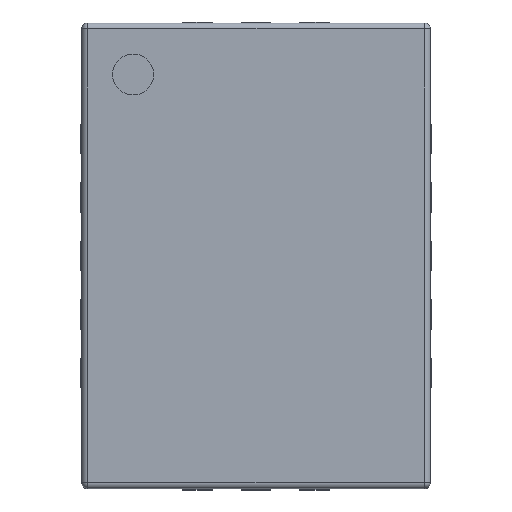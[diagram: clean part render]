
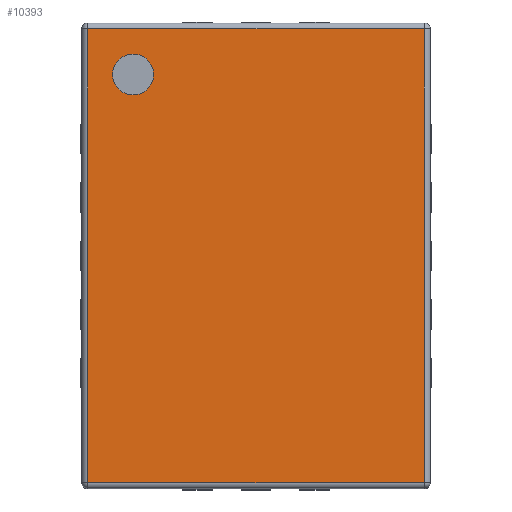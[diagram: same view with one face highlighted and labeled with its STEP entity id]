
A CAD part, top view. The second image highlights one B-rep face of the part: STEP entity #10393.
In plain terms, the highlighted planar face has unit normal (0, 0, 1).
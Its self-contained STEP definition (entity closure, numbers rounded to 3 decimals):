
#2643 = CYLINDRICAL_SURFACE('',#2644,0.05);
#2644 = AXIS2_PLACEMENT_3D('',#2645,#2646,#2647);
#2645 = CARTESIAN_POINT('',(-1.99,-1.44,0.83));
#2646 = DIRECTION('',(1.,0.,0.));
#2647 = DIRECTION('',(0.,-1.,0.));
#8792 = VERTEX_POINT('',#8793);
#8793 = CARTESIAN_POINT('',(-1.94,-1.44,0.88));
#8815 = EDGE_CURVE('',#8792,#8816,#8818,.T.);
#8816 = VERTEX_POINT('',#8817);
#8817 = CARTESIAN_POINT('',(1.94,-1.44,0.88));
#8818 = SURFACE_CURVE('',#8819,(#8823,#8830),.PCURVE_S1.);
#8819 = LINE('',#8820,#8821);
#8820 = CARTESIAN_POINT('',(-1.99,-1.44,0.88));
#8821 = VECTOR('',#8822,1.);
#8822 = DIRECTION('',(1.,0.,0.));
#8823 = PCURVE('',#2643,#8824);
#8824 = DEFINITIONAL_REPRESENTATION('',(#8825),#8829);
#8825 = LINE('',#8826,#8827);
#8826 = CARTESIAN_POINT('',(-1.571,0.));
#8827 = VECTOR('',#8828,1.);
#8828 = DIRECTION('',(-0.,1.));
#8829 = ( GEOMETRIC_REPRESENTATION_CONTEXT(2) 
PARAMETRIC_REPRESENTATION_CONTEXT() REPRESENTATION_CONTEXT('2D SPACE',''
  ) );
#8830 = PCURVE('',#8831,#8836);
#8831 = PLANE('',#8832);
#8832 = AXIS2_PLACEMENT_3D('',#8833,#8834,#8835);
#8833 = CARTESIAN_POINT('',(-1.99,-1.49,0.88));
#8834 = DIRECTION('',(0.,0.,1.));
#8835 = DIRECTION('',(1.,0.,0.));
#8836 = DEFINITIONAL_REPRESENTATION('',(#8837),#8841);
#8837 = LINE('',#8838,#8839);
#8838 = CARTESIAN_POINT('',(0.,0.05));
#8839 = VECTOR('',#8840,1.);
#8840 = DIRECTION('',(1.,0.));
#8841 = ( GEOMETRIC_REPRESENTATION_CONTEXT(2) 
PARAMETRIC_REPRESENTATION_CONTEXT() REPRESENTATION_CONTEXT('2D SPACE',''
  ) );
#9142 = CYLINDRICAL_SURFACE('',#9143,0.05);
#9143 = AXIS2_PLACEMENT_3D('',#9144,#9145,#9146);
#9144 = CARTESIAN_POINT('',(-1.94,-1.44,0.83));
#9145 = DIRECTION('',(0.,1.,0.));
#9146 = DIRECTION('',(-1.,0.,0.));
#9513 = CYLINDRICAL_SURFACE('',#9514,0.05);
#9514 = AXIS2_PLACEMENT_3D('',#9515,#9516,#9517);
#9515 = CARTESIAN_POINT('',(-1.99,1.44,0.83));
#9516 = DIRECTION('',(1.,0.,0.));
#9517 = DIRECTION('',(0.,1.,0.));
#9994 = CYLINDRICAL_SURFACE('',#9995,0.05);
#9995 = AXIS2_PLACEMENT_3D('',#9996,#9997,#9998);
#9996 = CARTESIAN_POINT('',(1.94,-1.44,0.83));
#9997 = DIRECTION('',(0.,1.,0.));
#9998 = DIRECTION('',(0.,0.,1.));
#10393 = ADVANCED_FACE('',(#10394,#10464),#8831,.T.);
#10394 = FACE_BOUND('',#10395,.T.);
#10395 = EDGE_LOOP('',(#10396,#10397,#10420,#10443));
#10396 = ORIENTED_EDGE('',*,*,#8815,.T.);
#10397 = ORIENTED_EDGE('',*,*,#10398,.T.);
#10398 = EDGE_CURVE('',#8816,#10399,#10401,.T.);
#10399 = VERTEX_POINT('',#10400);
#10400 = CARTESIAN_POINT('',(1.94,1.44,0.88));
#10401 = SURFACE_CURVE('',#10402,(#10406,#10413),.PCURVE_S1.);
#10402 = LINE('',#10403,#10404);
#10403 = CARTESIAN_POINT('',(1.94,-1.44,0.88));
#10404 = VECTOR('',#10405,1.);
#10405 = DIRECTION('',(0.,1.,0.));
#10406 = PCURVE('',#8831,#10407);
#10407 = DEFINITIONAL_REPRESENTATION('',(#10408),#10412);
#10408 = LINE('',#10409,#10410);
#10409 = CARTESIAN_POINT('',(3.93,0.05));
#10410 = VECTOR('',#10411,1.);
#10411 = DIRECTION('',(0.,1.));
#10412 = ( GEOMETRIC_REPRESENTATION_CONTEXT(2) 
PARAMETRIC_REPRESENTATION_CONTEXT() REPRESENTATION_CONTEXT('2D SPACE',''
  ) );
#10413 = PCURVE('',#9994,#10414);
#10414 = DEFINITIONAL_REPRESENTATION('',(#10415),#10419);
#10415 = LINE('',#10416,#10417);
#10416 = CARTESIAN_POINT('',(0.,0.));
#10417 = VECTOR('',#10418,1.);
#10418 = DIRECTION('',(0.,1.));
#10419 = ( GEOMETRIC_REPRESENTATION_CONTEXT(2) 
PARAMETRIC_REPRESENTATION_CONTEXT() REPRESENTATION_CONTEXT('2D SPACE',''
  ) );
#10420 = ORIENTED_EDGE('',*,*,#10421,.F.);
#10421 = EDGE_CURVE('',#10422,#10399,#10424,.T.);
#10422 = VERTEX_POINT('',#10423);
#10423 = CARTESIAN_POINT('',(-1.94,1.44,0.88));
#10424 = SURFACE_CURVE('',#10425,(#10429,#10436),.PCURVE_S1.);
#10425 = LINE('',#10426,#10427);
#10426 = CARTESIAN_POINT('',(-1.99,1.44,0.88));
#10427 = VECTOR('',#10428,1.);
#10428 = DIRECTION('',(1.,0.,0.));
#10429 = PCURVE('',#8831,#10430);
#10430 = DEFINITIONAL_REPRESENTATION('',(#10431),#10435);
#10431 = LINE('',#10432,#10433);
#10432 = CARTESIAN_POINT('',(0.,2.93));
#10433 = VECTOR('',#10434,1.);
#10434 = DIRECTION('',(1.,0.));
#10435 = ( GEOMETRIC_REPRESENTATION_CONTEXT(2) 
PARAMETRIC_REPRESENTATION_CONTEXT() REPRESENTATION_CONTEXT('2D SPACE',''
  ) );
#10436 = PCURVE('',#9513,#10437);
#10437 = DEFINITIONAL_REPRESENTATION('',(#10438),#10442);
#10438 = LINE('',#10439,#10440);
#10439 = CARTESIAN_POINT('',(1.571,0.));
#10440 = VECTOR('',#10441,1.);
#10441 = DIRECTION('',(0.,1.));
#10442 = ( GEOMETRIC_REPRESENTATION_CONTEXT(2) 
PARAMETRIC_REPRESENTATION_CONTEXT() REPRESENTATION_CONTEXT('2D SPACE',''
  ) );
#10443 = ORIENTED_EDGE('',*,*,#10444,.F.);
#10444 = EDGE_CURVE('',#8792,#10422,#10445,.T.);
#10445 = SURFACE_CURVE('',#10446,(#10450,#10457),.PCURVE_S1.);
#10446 = LINE('',#10447,#10448);
#10447 = CARTESIAN_POINT('',(-1.94,-1.44,0.88));
#10448 = VECTOR('',#10449,1.);
#10449 = DIRECTION('',(0.,1.,0.));
#10450 = PCURVE('',#8831,#10451);
#10451 = DEFINITIONAL_REPRESENTATION('',(#10452),#10456);
#10452 = LINE('',#10453,#10454);
#10453 = CARTESIAN_POINT('',(0.05,0.05));
#10454 = VECTOR('',#10455,1.);
#10455 = DIRECTION('',(0.,1.));
#10456 = ( GEOMETRIC_REPRESENTATION_CONTEXT(2) 
PARAMETRIC_REPRESENTATION_CONTEXT() REPRESENTATION_CONTEXT('2D SPACE',''
  ) );
#10457 = PCURVE('',#9142,#10458);
#10458 = DEFINITIONAL_REPRESENTATION('',(#10459),#10463);
#10459 = LINE('',#10460,#10461);
#10460 = CARTESIAN_POINT('',(1.571,0.));
#10461 = VECTOR('',#10462,1.);
#10462 = DIRECTION('',(0.,1.));
#10463 = ( GEOMETRIC_REPRESENTATION_CONTEXT(2) 
PARAMETRIC_REPRESENTATION_CONTEXT() REPRESENTATION_CONTEXT('2D SPACE',''
  ) );
#10464 = FACE_BOUND('',#10465,.T.);
#10465 = EDGE_LOOP('',(#10466));
#10466 = ORIENTED_EDGE('',*,*,#10467,.F.);
#10467 = EDGE_CURVE('',#10468,#10468,#10470,.T.);
#10468 = VERTEX_POINT('',#10469);
#10469 = CARTESIAN_POINT('',(-1.375,-1.05,0.88));
#10470 = SURFACE_CURVE('',#10471,(#10476,#10483),.PCURVE_S1.);
#10471 = CIRCLE('',#10472,0.175);
#10472 = AXIS2_PLACEMENT_3D('',#10473,#10474,#10475);
#10473 = CARTESIAN_POINT('',(-1.55,-1.05,0.88));
#10474 = DIRECTION('',(0.,0.,1.));
#10475 = DIRECTION('',(1.,0.,0.));
#10476 = PCURVE('',#8831,#10477);
#10477 = DEFINITIONAL_REPRESENTATION('',(#10478),#10482);
#10478 = CIRCLE('',#10479,0.175);
#10479 = AXIS2_PLACEMENT_2D('',#10480,#10481);
#10480 = CARTESIAN_POINT('',(0.44,0.44));
#10481 = DIRECTION('',(1.,0.));
#10482 = ( GEOMETRIC_REPRESENTATION_CONTEXT(2) 
PARAMETRIC_REPRESENTATION_CONTEXT() REPRESENTATION_CONTEXT('2D SPACE',''
  ) );
#10483 = PCURVE('',#10484,#10489);
#10484 = CYLINDRICAL_SURFACE('',#10485,0.175);
#10485 = AXIS2_PLACEMENT_3D('',#10486,#10487,#10488);
#10486 = CARTESIAN_POINT('',(-1.55,-1.05,0.88));
#10487 = DIRECTION('',(-0.,-0.,-1.));
#10488 = DIRECTION('',(1.,0.,0.));
#10489 = DEFINITIONAL_REPRESENTATION('',(#10490),#10494);
#10490 = LINE('',#10491,#10492);
#10491 = CARTESIAN_POINT('',(-0.,0.));
#10492 = VECTOR('',#10493,1.);
#10493 = DIRECTION('',(-1.,0.));
#10494 = ( GEOMETRIC_REPRESENTATION_CONTEXT(2) 
PARAMETRIC_REPRESENTATION_CONTEXT() REPRESENTATION_CONTEXT('2D SPACE',''
  ) );
